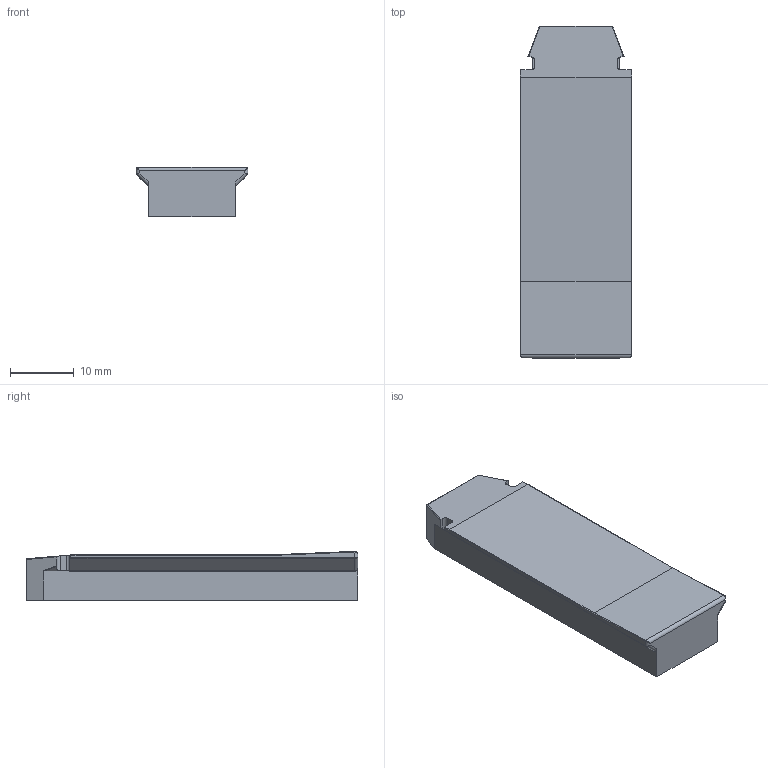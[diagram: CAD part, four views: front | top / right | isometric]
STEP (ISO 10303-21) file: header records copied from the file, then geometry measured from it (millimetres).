
FILE_DESCRIPTION (( 'STEP AP214' ), '1' );
FILE_NAME ('__ss_rail_1_04_DEEP.STEP', '2022-01-06T19:12:54', ( '' ), ( '' ), 'SwSTEP 2.0', 'SolidWorks 2017', '' );
FILE_SCHEMA (( 'AUTOMOTIVE_DESIGN' ));
Length unit declared in the file: millimetre
Products named in the file (1): __ss_rail_1_04_DEEP
Bounding box: 17.5 x 52 x 7.73 mm (x, y, z)
Volume: 5374.5 mm3; surface area: 2600.5 mm2
Topology: 1 solids, 1 shells, 58 faces, 150 edges, 90 vertices
Faces by surface type: cylinder 26, plane 24, bspline 6, torus 2
Entity records: 1834 total; most frequent: CARTESIAN_POINT 557, ORIENTED_EDGE 292, DIRECTION 224, EDGE_CURVE 146, VERTEX_POINT 90, VECTOR 86, LINE 86, AXIS2_PLACEMENT_3D 69
